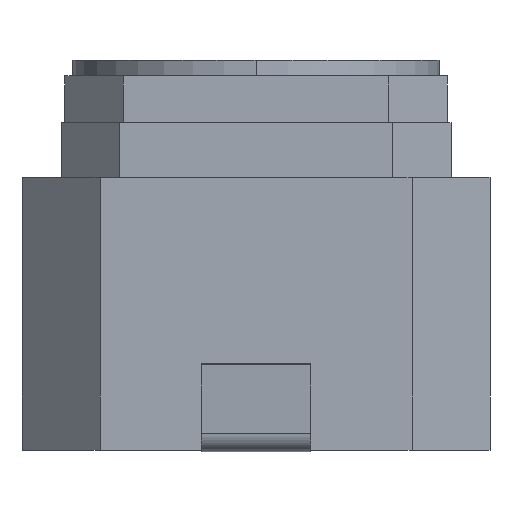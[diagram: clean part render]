
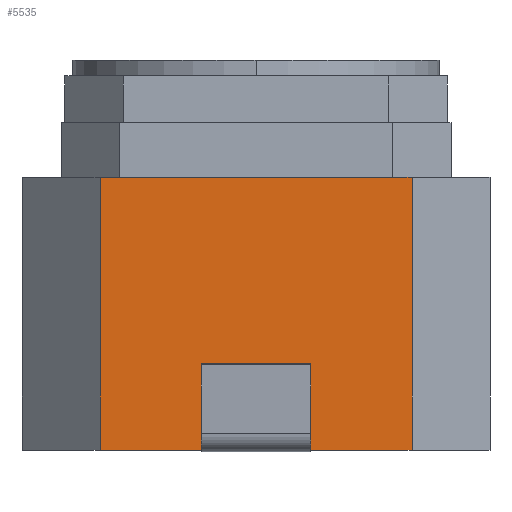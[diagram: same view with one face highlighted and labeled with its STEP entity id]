
A CAD part, left-side view. The second image highlights one B-rep face of the part: STEP entity #5535.
In plain terms, the highlighted planar face has unit normal (-1, 0, 0).
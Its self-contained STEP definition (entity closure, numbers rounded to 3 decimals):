
#402 = CARTESIAN_POINT ( 'NONE',  ( -3., 0.7, 0.19 ) ) ;
#459 = VECTOR ( 'NONE', #5998, 1000. ) ;
#833 = CARTESIAN_POINT ( 'NONE',  ( -3., -2., 0.01 ) ) ;
#858 = ORIENTED_EDGE ( 'NONE', *, *, #13532, .T. ) ;
#1185 = VECTOR ( 'NONE', #20552, 1000. ) ;
#1609 = CARTESIAN_POINT ( 'NONE',  ( -3., -0.7, 0.19 ) ) ;
#1921 = LINE ( 'NONE', #8411, #1185 ) ;
#2169 = VECTOR ( 'NONE', #3566, 1000. ) ;
#2377 = DIRECTION ( 'NONE',  ( 0., 0., 1. ) ) ;
#2486 = CARTESIAN_POINT ( 'NONE',  ( -3., 2., 3.51 ) ) ;
#2658 = LINE ( 'NONE', #3068, #14615 ) ;
#3068 = CARTESIAN_POINT ( 'NONE',  ( -3., 2., 3.51 ) ) ;
#3286 = VECTOR ( 'NONE', #2377, 1000. ) ;
#3566 = DIRECTION ( 'NONE',  ( 0., -1., 0. ) ) ;
#4325 = ORIENTED_EDGE ( 'NONE', *, *, #16816, .F. ) ;
#4624 = LINE ( 'NONE', #20228, #459 ) ;
#4704 = VERTEX_POINT ( 'NONE', #2486 ) ;
#4736 = CARTESIAN_POINT ( 'NONE',  ( -3., -0.7, 0.01 ) ) ;
#5005 = VERTEX_POINT ( 'NONE', #12555 ) ;
#5116 = CARTESIAN_POINT ( 'NONE',  ( -3., -2., 3.51 ) ) ;
#5535 = ADVANCED_FACE ( 'NONE', ( #14599 ), #9926, .F. ) ;
#5998 = DIRECTION ( 'NONE',  ( 0., -1., 0. ) ) ;
#6744 = LINE ( 'NONE', #9787, #10858 ) ;
#7315 = LINE ( 'NONE', #833, #15596 ) ;
#7485 = DIRECTION ( 'NONE',  ( 0., 0., -1. ) ) ;
#7658 = AXIS2_PLACEMENT_3D ( 'NONE', #5116, #16473, #18152 ) ;
#7801 = EDGE_CURVE ( 'NONE', #10762, #5005, #7315, .T. ) ;
#7992 = EDGE_CURVE ( 'NONE', #5005, #12390, #13707, .T. ) ;
#8411 = CARTESIAN_POINT ( 'NONE',  ( -3., -0.7, 0.19 ) ) ;
#9129 = ORIENTED_EDGE ( 'NONE', *, *, #7992, .T. ) ;
#9163 = VERTEX_POINT ( 'NONE', #19095 ) ;
#9174 = DIRECTION ( 'NONE',  ( 0., 0., -1. ) ) ;
#9473 = LINE ( 'NONE', #19011, #9606 ) ;
#9595 = ORIENTED_EDGE ( 'NONE', *, *, #16135, .T. ) ;
#9606 = VECTOR ( 'NONE', #9174, 1000. ) ;
#9787 = CARTESIAN_POINT ( 'NONE',  ( -3., -2., 3.51 ) ) ;
#9926 = PLANE ( 'NONE',  #7658 ) ;
#10194 = CARTESIAN_POINT ( 'NONE',  ( -3., 0.7, 0.19 ) ) ;
#10762 = VERTEX_POINT ( 'NONE', #11333 ) ;
#10858 = VECTOR ( 'NONE', #14227, 1000. ) ;
#10987 = EDGE_CURVE ( 'NONE', #14383, #15347, #9473, .T. ) ;
#11123 = CARTESIAN_POINT ( 'NONE',  ( -3., -2., 0.01 ) ) ;
#11333 = CARTESIAN_POINT ( 'NONE',  ( -3., 2., 0.01 ) ) ;
#11710 = ORIENTED_EDGE ( 'NONE', *, *, #16104, .T. ) ;
#11711 = ORIENTED_EDGE ( 'NONE', *, *, #10987, .F. ) ;
#12390 = VERTEX_POINT ( 'NONE', #402 ) ;
#12555 = CARTESIAN_POINT ( 'NONE',  ( -3., 0.7, 0.01 ) ) ;
#13310 = ORIENTED_EDGE ( 'NONE', *, *, #7801, .T. ) ;
#13372 = ORIENTED_EDGE ( 'NONE', *, *, #15613, .T. ) ;
#13532 = EDGE_CURVE ( 'NONE', #4704, #10762, #2658, .T. ) ;
#13707 = LINE ( 'NONE', #10194, #3286 ) ;
#14227 = DIRECTION ( 'NONE',  ( 0., -1., 0. ) ) ;
#14383 = VERTEX_POINT ( 'NONE', #19292 ) ;
#14599 = FACE_OUTER_BOUND ( 'NONE', #19361, .T. ) ;
#14615 = VECTOR ( 'NONE', #7485, 1000. ) ;
#15347 = VERTEX_POINT ( 'NONE', #11123 ) ;
#15596 = VECTOR ( 'NONE', #18137, 1000. ) ;
#15613 = EDGE_CURVE ( 'NONE', #16141, #15347, #4624, .T. ) ;
#16104 = EDGE_CURVE ( 'NONE', #12390, #9163, #19399, .T. ) ;
#16135 = EDGE_CURVE ( 'NONE', #9163, #16141, #1921, .T. ) ;
#16141 = VERTEX_POINT ( 'NONE', #4736 ) ;
#16473 = DIRECTION ( 'NONE',  ( 1., 0., 0. ) ) ;
#16816 = EDGE_CURVE ( 'NONE', #4704, #14383, #6744, .T. ) ;
#18137 = DIRECTION ( 'NONE',  ( 0., -1., 0. ) ) ;
#18152 = DIRECTION ( 'NONE',  ( 0., 0., -1. ) ) ;
#19011 = CARTESIAN_POINT ( 'NONE',  ( -3., -2., 3.51 ) ) ;
#19095 = CARTESIAN_POINT ( 'NONE',  ( -3., -0.7, 0.19 ) ) ;
#19292 = CARTESIAN_POINT ( 'NONE',  ( -3., -2., 3.51 ) ) ;
#19361 = EDGE_LOOP ( 'NONE', ( #13310, #9129, #11710, #9595, #13372, #11711, #4325, #858 ) ) ;
#19399 = LINE ( 'NONE', #1609, #2169 ) ;
#20228 = CARTESIAN_POINT ( 'NONE',  ( -3., -2., 0.01 ) ) ;
#20552 = DIRECTION ( 'NONE',  ( 0., 0., -1. ) ) ;
